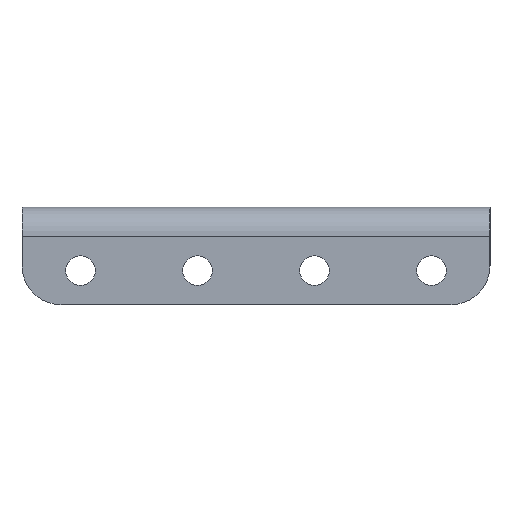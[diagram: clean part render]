
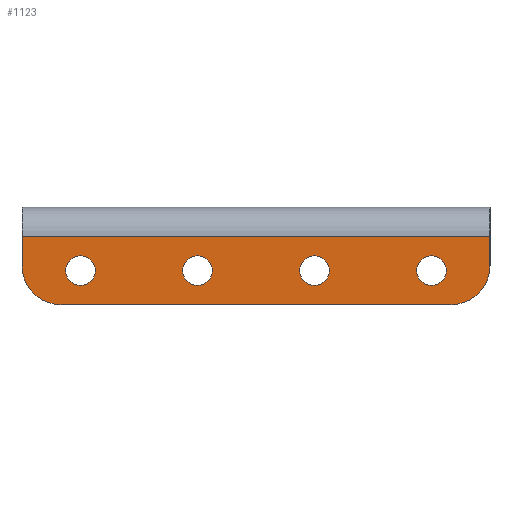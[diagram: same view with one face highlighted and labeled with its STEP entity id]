
A CAD part, left-side view. The second image highlights one B-rep face of the part: STEP entity #1123.
In plain terms, the highlighted planar face has unit normal (-1, 0, 0).
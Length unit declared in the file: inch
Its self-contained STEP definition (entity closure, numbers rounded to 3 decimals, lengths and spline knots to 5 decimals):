
#32 = VERTEX_POINT ( 'NONE', #1336 ) ;
#47 = LINE ( 'NONE', #2084, #2211 ) ;
#63 = AXIS2_PLACEMENT_3D ( 'NONE', #2398, #1917, #2409 ) ;
#76 = VECTOR ( 'NONE', #277, 39.37008 ) ;
#98 = DIRECTION ( 'NONE',  ( 1., 0., 0. ) ) ;
#109 = DIRECTION ( 'NONE',  ( 0., 0., -1. ) ) ;
#117 = CIRCLE ( 'NONE', #1951, 0.095 ) ;
#129 = VERTEX_POINT ( 'NONE', #3247 ) ;
#133 = CARTESIAN_POINT ( 'NONE',  ( -1.625, 1.5, 0.125 ) ) ;
#140 = VERTEX_POINT ( 'NONE', #2988 ) ;
#146 = DIRECTION ( 'NONE',  ( 0., 0., -1. ) ) ;
#157 = LINE ( 'NONE', #1328, #76 ) ;
#161 = DIRECTION ( 'NONE',  ( -1., 0., 0. ) ) ;
#182 = CARTESIAN_POINT ( 'NONE',  ( -1.625, -0.375, -0.18875 ) ) ;
#241 = ORIENTED_EDGE ( 'NONE', *, *, #2812, .T. ) ;
#266 = CARTESIAN_POINT ( 'NONE',  ( -1.625, 1.125, -0.09375 ) ) ;
#277 = DIRECTION ( 'NONE',  ( 0., 0., -1. ) ) ;
#281 = DIRECTION ( 'NONE',  ( 0., 0., -1. ) ) ;
#290 = PLANE ( 'NONE',  #3056 ) ;
#319 = EDGE_LOOP ( 'NONE', ( #2732, #2539 ) ) ;
#352 = ORIENTED_EDGE ( 'NONE', *, *, #514, .F. ) ;
#353 = CARTESIAN_POINT ( 'NONE',  ( -1.625, 0.375, -0.09375 ) ) ;
#412 = ORIENTED_EDGE ( 'NONE', *, *, #1319, .F. ) ;
#414 = EDGE_CURVE ( 'NONE', #129, #1597, #117, .T. ) ;
#431 = EDGE_LOOP ( 'NONE', ( #2045, #2421 ) ) ;
#450 = VERTEX_POINT ( 'NONE', #2335 ) ;
#455 = DIRECTION ( 'NONE',  ( 1., 0., 0. ) ) ;
#471 = CIRCLE ( 'NONE', #3099, 0.095 ) ;
#511 = CARTESIAN_POINT ( 'NONE',  ( -1.625, -1.125, -0.18875 ) ) ;
#514 = EDGE_CURVE ( 'NONE', #1567, #140, #47, .T. ) ;
#541 = DIRECTION ( 'NONE',  ( 0., 0., -1. ) ) ;
#624 = ORIENTED_EDGE ( 'NONE', *, *, #1181, .T. ) ;
#656 = CARTESIAN_POINT ( 'NONE',  ( -1.625, -1.5, 0.125 ) ) ;
#677 = AXIS2_PLACEMENT_3D ( 'NONE', #906, #1573, #1566 ) ;
#709 = ORIENTED_EDGE ( 'NONE', *, *, #2490, .T. ) ;
#793 = DIRECTION ( 'NONE',  ( 0., 1., 0. ) ) ;
#820 = AXIS2_PLACEMENT_3D ( 'NONE', #3253, #1985, #146 ) ;
#838 = CIRCLE ( 'NONE', #820, 0.095 ) ;
#906 = CARTESIAN_POINT ( 'NONE',  ( -1.625, -0.375, -0.09375 ) ) ;
#939 = DIRECTION ( 'NONE',  ( -1., 0., 0. ) ) ;
#942 = AXIS2_PLACEMENT_3D ( 'NONE', #3013, #939, #1205 ) ;
#986 = FACE_BOUND ( 'NONE', #319, .T. ) ;
#1110 = CARTESIAN_POINT ( 'NONE',  ( -1.625, 1.125, 0.00125 ) ) ;
#1119 = CARTESIAN_POINT ( 'NONE',  ( -1.625, 1.5, -0.0625 ) ) ;
#1123 = ADVANCED_FACE ( 'NONE', ( #1934, #2742, #2326, #2204, #986 ), #290, .F. ) ;
#1147 = EDGE_CURVE ( 'NONE', #2391, #2950, #2131, .T. ) ;
#1181 = EDGE_CURVE ( 'NONE', #2542, #2504, #157, .T. ) ;
#1184 = AXIS2_PLACEMENT_3D ( 'NONE', #266, #3172, #541 ) ;
#1205 = DIRECTION ( 'NONE',  ( 0., 0., -1. ) ) ;
#1215 = VERTEX_POINT ( 'NONE', #2172 ) ;
#1248 = DIRECTION ( 'NONE',  ( 0., 0., -1. ) ) ;
#1268 = DIRECTION ( 'NONE',  ( 1., 0., 0. ) ) ;
#1319 = EDGE_CURVE ( 'NONE', #2594, #32, #2006, .T. ) ;
#1328 = CARTESIAN_POINT ( 'NONE',  ( -1.625, 1.5, -0.3125 ) ) ;
#1336 = CARTESIAN_POINT ( 'NONE',  ( -1.625, -1.5, -0.0625 ) ) ;
#1345 = CARTESIAN_POINT ( 'NONE',  ( -1.625, -1.125, -0.09375 ) ) ;
#1360 = AXIS2_PLACEMENT_3D ( 'NONE', #353, #98, #109 ) ;
#1394 = AXIS2_PLACEMENT_3D ( 'NONE', #2804, #161, #1248 ) ;
#1455 = EDGE_CURVE ( 'NONE', #1567, #32, #1963, .T. ) ;
#1496 = DIRECTION ( 'NONE',  ( 0., 0., -1. ) ) ;
#1503 = CIRCLE ( 'NONE', #1799, 0.095 ) ;
#1532 = ORIENTED_EDGE ( 'NONE', *, *, #3114, .T. ) ;
#1546 = EDGE_CURVE ( 'NONE', #1597, #129, #471, .T. ) ;
#1566 = DIRECTION ( 'NONE',  ( 0., 0., -1. ) ) ;
#1567 = VERTEX_POINT ( 'NONE', #3079 ) ;
#1569 = ORIENTED_EDGE ( 'NONE', *, *, #2964, .T. ) ;
#1573 = DIRECTION ( 'NONE',  ( 1., 0., 0. ) ) ;
#1591 = CARTESIAN_POINT ( 'NONE',  ( -1.625, -1.5, -0.3125 ) ) ;
#1597 = VERTEX_POINT ( 'NONE', #511 ) ;
#1718 = VECTOR ( 'NONE', #2402, 39.37008 ) ;
#1754 = EDGE_CURVE ( 'NONE', #2950, #2391, #3254, .T. ) ;
#1779 = CARTESIAN_POINT ( 'NONE',  ( -1.625, -1.125, -0.09375 ) ) ;
#1799 = AXIS2_PLACEMENT_3D ( 'NONE', #2318, #1268, #3362 ) ;
#1826 = VERTEX_POINT ( 'NONE', #2158 ) ;
#1834 = LINE ( 'NONE', #2668, #2220 ) ;
#1845 = ORIENTED_EDGE ( 'NONE', *, *, #3131, .T. ) ;
#1901 = CARTESIAN_POINT ( 'NONE',  ( -1.625, 1.125, -0.18875 ) ) ;
#1908 = CIRCLE ( 'NONE', #677, 0.095 ) ;
#1917 = DIRECTION ( 'NONE',  ( 1., 0., 0. ) ) ;
#1934 = FACE_BOUND ( 'NONE', #2939, .T. ) ;
#1951 = AXIS2_PLACEMENT_3D ( 'NONE', #1345, #2093, #281 ) ;
#1963 = CIRCLE ( 'NONE', #942, 0.25 ) ;
#1985 = DIRECTION ( 'NONE',  ( 1., 0., 0. ) ) ;
#2006 = LINE ( 'NONE', #3218, #1718 ) ;
#2045 = ORIENTED_EDGE ( 'NONE', *, *, #1754, .T. ) ;
#2084 = CARTESIAN_POINT ( 'NONE',  ( -1.625, -1.5, -0.3125 ) ) ;
#2093 = DIRECTION ( 'NONE',  ( 1., 0., 0. ) ) ;
#2129 = DIRECTION ( 'NONE',  ( 1., 0., 0. ) ) ;
#2131 = CIRCLE ( 'NONE', #1184, 0.095 ) ;
#2133 = VERTEX_POINT ( 'NONE', #182 ) ;
#2158 = CARTESIAN_POINT ( 'NONE',  ( -1.625, 0.375, 0.00125 ) ) ;
#2172 = CARTESIAN_POINT ( 'NONE',  ( -1.625, 0.375, -0.18875 ) ) ;
#2204 = FACE_BOUND ( 'NONE', #3061, .T. ) ;
#2211 = VECTOR ( 'NONE', #793, 39.37008 ) ;
#2220 = VECTOR ( 'NONE', #2419, 39.37008 ) ;
#2318 = CARTESIAN_POINT ( 'NONE',  ( -1.625, 0.375, -0.09375 ) ) ;
#2326 = FACE_OUTER_BOUND ( 'NONE', #2781, .T. ) ;
#2335 = CARTESIAN_POINT ( 'NONE',  ( -1.625, -0.375, 0.00125 ) ) ;
#2354 = DIRECTION ( 'NONE',  ( 0., 0., -1. ) ) ;
#2358 = ORIENTED_EDGE ( 'NONE', *, *, #2580, .T. ) ;
#2391 = VERTEX_POINT ( 'NONE', #1901 ) ;
#2398 = CARTESIAN_POINT ( 'NONE',  ( -1.625, 1.125, -0.09375 ) ) ;
#2402 = DIRECTION ( 'NONE',  ( 0., 0., -1. ) ) ;
#2409 = DIRECTION ( 'NONE',  ( 0., 0., -1. ) ) ;
#2419 = DIRECTION ( 'NONE',  ( 0., 1., 0. ) ) ;
#2421 = ORIENTED_EDGE ( 'NONE', *, *, #1147, .T. ) ;
#2471 = ORIENTED_EDGE ( 'NONE', *, *, #1455, .T. ) ;
#2490 = EDGE_CURVE ( 'NONE', #2133, #450, #838, .T. ) ;
#2504 = VERTEX_POINT ( 'NONE', #1119 ) ;
#2539 = ORIENTED_EDGE ( 'NONE', *, *, #1546, .T. ) ;
#2542 = VERTEX_POINT ( 'NONE', #133 ) ;
#2580 = EDGE_CURVE ( 'NONE', #1826, #1215, #3354, .T. ) ;
#2594 = VERTEX_POINT ( 'NONE', #656 ) ;
#2668 = CARTESIAN_POINT ( 'NONE',  ( -1.625, -1.5, 0.125 ) ) ;
#2732 = ORIENTED_EDGE ( 'NONE', *, *, #414, .T. ) ;
#2742 = FACE_BOUND ( 'NONE', #431, .T. ) ;
#2781 = EDGE_LOOP ( 'NONE', ( #352, #2471, #412, #1569, #624, #1532 ) ) ;
#2804 = CARTESIAN_POINT ( 'NONE',  ( -1.625, 1.25, -0.0625 ) ) ;
#2812 = EDGE_CURVE ( 'NONE', #1215, #1826, #1503, .T. ) ;
#2939 = EDGE_LOOP ( 'NONE', ( #1845, #709 ) ) ;
#2950 = VERTEX_POINT ( 'NONE', #1110 ) ;
#2964 = EDGE_CURVE ( 'NONE', #2594, #2542, #1834, .T. ) ;
#2988 = CARTESIAN_POINT ( 'NONE',  ( -1.625, 1.25, -0.3125 ) ) ;
#3013 = CARTESIAN_POINT ( 'NONE',  ( -1.625, -1.25, -0.0625 ) ) ;
#3056 = AXIS2_PLACEMENT_3D ( 'NONE', #1591, #2129, #2354 ) ;
#3061 = EDGE_LOOP ( 'NONE', ( #2358, #241 ) ) ;
#3079 = CARTESIAN_POINT ( 'NONE',  ( -1.625, -1.25, -0.3125 ) ) ;
#3099 = AXIS2_PLACEMENT_3D ( 'NONE', #1779, #455, #1496 ) ;
#3114 = EDGE_CURVE ( 'NONE', #2504, #140, #3153, .T. ) ;
#3131 = EDGE_CURVE ( 'NONE', #450, #2133, #1908, .T. ) ;
#3153 = CIRCLE ( 'NONE', #1394, 0.25 ) ;
#3172 = DIRECTION ( 'NONE',  ( 1., 0., 0. ) ) ;
#3218 = CARTESIAN_POINT ( 'NONE',  ( -1.625, -1.5, -0.3125 ) ) ;
#3247 = CARTESIAN_POINT ( 'NONE',  ( -1.625, -1.125, 0.00125 ) ) ;
#3253 = CARTESIAN_POINT ( 'NONE',  ( -1.625, -0.375, -0.09375 ) ) ;
#3254 = CIRCLE ( 'NONE', #63, 0.095 ) ;
#3354 = CIRCLE ( 'NONE', #1360, 0.095 ) ;
#3362 = DIRECTION ( 'NONE',  ( 0., 0., -1. ) ) ;
